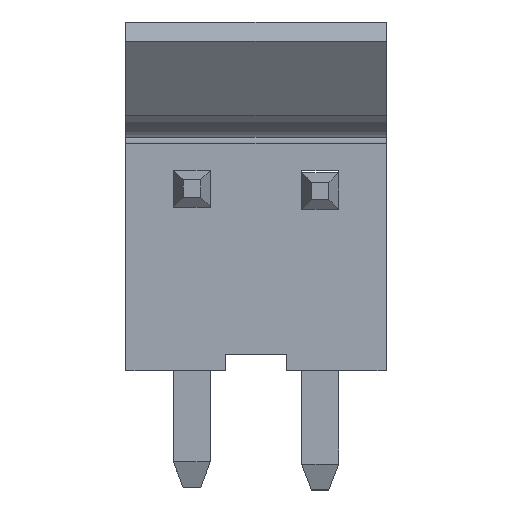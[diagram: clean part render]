
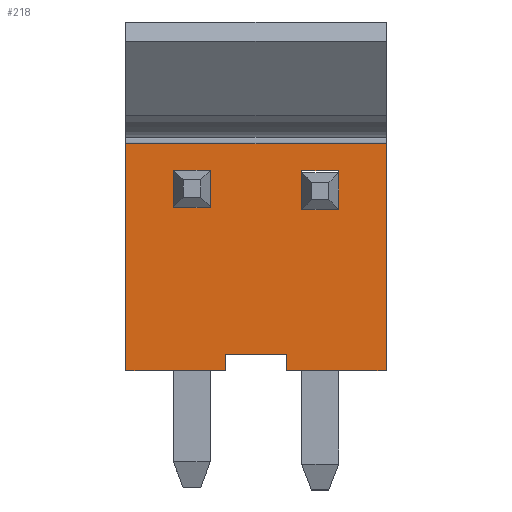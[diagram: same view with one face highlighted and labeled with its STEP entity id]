
A CAD part, top view. The second image highlights one B-rep face of the part: STEP entity #218.
In plain terms, the highlighted planar face has unit normal (0, 0, 1).
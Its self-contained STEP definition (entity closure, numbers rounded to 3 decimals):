
#218 = ADVANCED_FACE( '', ( #425, #426, #427 ), #428, .T. );
#425 = FACE_BOUND( '', #634, .T. );
#426 = FACE_BOUND( '', #635, .T. );
#427 = FACE_OUTER_BOUND( '', #636, .T. );
#428 = PLANE( '', #637 );
#634 = EDGE_LOOP( '', ( #1071, #1072, #1073, #1074 ) );
#635 = EDGE_LOOP( '', ( #1075, #1076, #1077, #1078 ) );
#636 = EDGE_LOOP( '', ( #1079, #1080, #1081, #1082, #1083, #1084, #1085, #1086 ) );
#637 = AXIS2_PLACEMENT_3D( '', #1087, #1088, #1089 );
#1071 = ORIENTED_EDGE( '', *, *, #1429, .T. );
#1072 = ORIENTED_EDGE( '', *, *, #1461, .T. );
#1073 = ORIENTED_EDGE( '', *, *, #1366, .T. );
#1074 = ORIENTED_EDGE( '', *, *, #1453, .T. );
#1075 = ORIENTED_EDGE( '', *, *, #1394, .T. );
#1076 = ORIENTED_EDGE( '', *, *, #1402, .T. );
#1077 = ORIENTED_EDGE( '', *, *, #1446, .T. );
#1078 = ORIENTED_EDGE( '', *, *, #1462, .T. );
#1079 = ORIENTED_EDGE( '', *, *, #1463, .T. );
#1080 = ORIENTED_EDGE( '', *, *, #1464, .T. );
#1081 = ORIENTED_EDGE( '', *, *, #1371, .T. );
#1082 = ORIENTED_EDGE( '', *, *, #1465, .T. );
#1083 = ORIENTED_EDGE( '', *, *, #1466, .T. );
#1084 = ORIENTED_EDGE( '', *, *, #1434, .F. );
#1085 = ORIENTED_EDGE( '', *, *, #1426, .F. );
#1086 = ORIENTED_EDGE( '', *, *, #1458, .T. );
#1087 = CARTESIAN_POINT( '', ( -4.015, -1.975, 1.6 ) );
#1088 = DIRECTION( '', ( 0., 0., 1. ) );
#1089 = DIRECTION( '', ( 0., -1., 0. ) );
#1366 = EDGE_CURVE( '', #1645, #1643, #1646, .T. );
#1371 = EDGE_CURVE( '', #1654, #1652, #1655, .T. );
#1394 = EDGE_CURVE( '', #1688, #1686, #1689, .T. );
#1402 = EDGE_CURVE( '', #1686, #1699, #1701, .T. );
#1426 = EDGE_CURVE( '', #1733, #1731, #1735, .T. );
#1429 = EDGE_CURVE( '', #1739, #1737, #1740, .T. );
#1434 = EDGE_CURVE( '', #1731, #1745, #1746, .T. );
#1446 = EDGE_CURVE( '', #1699, #1761, #1763, .T. );
#1453 = EDGE_CURVE( '', #1643, #1739, #1774, .T. );
#1458 = EDGE_CURVE( '', #1733, #1779, #1781, .T. );
#1461 = EDGE_CURVE( '', #1737, #1645, #1784, .T. );
#1462 = EDGE_CURVE( '', #1761, #1688, #1785, .T. );
#1463 = EDGE_CURVE( '', #1779, #1786, #1787, .T. );
#1464 = EDGE_CURVE( '', #1786, #1654, #1788, .T. );
#1465 = EDGE_CURVE( '', #1652, #1789, #1790, .T. );
#1466 = EDGE_CURVE( '', #1789, #1745, #1791, .T. );
#1643 = VERTEX_POINT( '', #2025 );
#1645 = VERTEX_POINT( '', #2028 );
#1646 = LINE( '', #2029, #2030 );
#1652 = VERTEX_POINT( '', #2038 );
#1654 = VERTEX_POINT( '', #2041 );
#1655 = LINE( '', #2042, #2043 );
#1686 = VERTEX_POINT( '', #2087 );
#1688 = VERTEX_POINT( '', #2090 );
#1689 = LINE( '', #2091, #2092 );
#1699 = VERTEX_POINT( '', #2106 );
#1701 = LINE( '', #2109, #2110 );
#1731 = VERTEX_POINT( '', #2156 );
#1733 = VERTEX_POINT( '', #2159 );
#1735 = LINE( '', #2162, #2163 );
#1737 = VERTEX_POINT( '', #2165 );
#1739 = VERTEX_POINT( '', #2168 );
#1740 = LINE( '', #2169, #2170 );
#1745 = VERTEX_POINT( '', #2177 );
#1746 = LINE( '', #2178, #2179 );
#1761 = VERTEX_POINT( '', #2199 );
#1763 = LINE( '', #2202, #2203 );
#1774 = LINE( '', #2218, #2219 );
#1779 = VERTEX_POINT( '', #2225 );
#1781 = LINE( '', #2228, #2229 );
#1784 = LINE( '', #2233, #2234 );
#1785 = LINE( '', #2235, #2236 );
#1786 = VERTEX_POINT( '', #2237 );
#1787 = LINE( '', #2238, #2239 );
#1788 = LINE( '', #2240, #2241 );
#1789 = VERTEX_POINT( '', #2242 );
#1790 = LINE( '', #2243, #2244 );
#1791 = LINE( '', #2245, #2246 );
#2025 = CARTESIAN_POINT( '', ( 2.55, 4.195, 1.6 ) );
#2028 = CARTESIAN_POINT( '', ( 1.41, 4.195, 1.6 ) );
#2029 = CARTESIAN_POINT( '', ( 1.41, 4.195, 1.6 ) );
#2030 = VECTOR( '', #2405, 1000. );
#2038 = CARTESIAN_POINT( '', ( 0.95, -1.475, 1.6 ) );
#2041 = CARTESIAN_POINT( '', ( -0.95, -1.475, 1.6 ) );
#2042 = CARTESIAN_POINT( '', ( -0.95, -1.475, 1.6 ) );
#2043 = VECTOR( '', #2409, 1000. );
#2087 = CARTESIAN_POINT( '', ( -2.55, 3.055, 1.6 ) );
#2090 = CARTESIAN_POINT( '', ( -1.41, 3.055, 1.6 ) );
#2091 = CARTESIAN_POINT( '', ( -1.41, 3.055, 1.6 ) );
#2092 = VECTOR( '', #2430, 1000. );
#2106 = CARTESIAN_POINT( '', ( -2.55, 4.195, 1.6 ) );
#2109 = CARTESIAN_POINT( '', ( -2.55, 3.055, 1.6 ) );
#2110 = VECTOR( '', #2436, 1000. );
#2156 = CARTESIAN_POINT( '', ( 4.015, 5.025, 1.6 ) );
#2159 = CARTESIAN_POINT( '', ( -4.015, 5.025, 1.6 ) );
#2162 = CARTESIAN_POINT( '', ( -4.015, 5.025, 1.6 ) );
#2163 = VECTOR( '', #2455, 1000. );
#2165 = CARTESIAN_POINT( '', ( 1.41, 3.055, 1.6 ) );
#2168 = CARTESIAN_POINT( '', ( 2.55, 3.055, 1.6 ) );
#2169 = CARTESIAN_POINT( '', ( 2.55, 3.055, 1.6 ) );
#2170 = VECTOR( '', #2457, 1000. );
#2177 = CARTESIAN_POINT( '', ( 4.015, -1.975, 1.6 ) );
#2178 = CARTESIAN_POINT( '', ( 4.015, -1.975, 1.6 ) );
#2179 = VECTOR( '', #2463, 1000. );
#2199 = CARTESIAN_POINT( '', ( -1.41, 4.195, 1.6 ) );
#2202 = CARTESIAN_POINT( '', ( -2.55, 4.195, 1.6 ) );
#2203 = VECTOR( '', #2476, 1000. );
#2218 = CARTESIAN_POINT( '', ( 2.55, 4.195, 1.6 ) );
#2219 = VECTOR( '', #2481, 1000. );
#2225 = CARTESIAN_POINT( '', ( -4.015, -1.975, 1.6 ) );
#2228 = CARTESIAN_POINT( '', ( -4.015, -1.975, 1.6 ) );
#2229 = VECTOR( '', #2487, 1000. );
#2233 = CARTESIAN_POINT( '', ( 1.41, 3.055, 1.6 ) );
#2234 = VECTOR( '', #2489, 1000. );
#2235 = CARTESIAN_POINT( '', ( -1.41, 4.195, 1.6 ) );
#2236 = VECTOR( '', #2490, 1000. );
#2237 = CARTESIAN_POINT( '', ( -0.95, -1.975, 1.6 ) );
#2238 = CARTESIAN_POINT( '', ( -4.015, -1.975, 1.6 ) );
#2239 = VECTOR( '', #2491, 1000. );
#2240 = CARTESIAN_POINT( '', ( -0.95, -1.975, 1.6 ) );
#2241 = VECTOR( '', #2492, 1000. );
#2242 = CARTESIAN_POINT( '', ( 0.95, -1.975, 1.6 ) );
#2243 = CARTESIAN_POINT( '', ( 0.95, -1.475, 1.6 ) );
#2244 = VECTOR( '', #2493, 1000. );
#2245 = CARTESIAN_POINT( '', ( -4.015, -1.975, 1.6 ) );
#2246 = VECTOR( '', #2494, 1000. );
#2405 = DIRECTION( '', ( 1., 0., 0. ) );
#2409 = DIRECTION( '', ( 1., 0., 0. ) );
#2430 = DIRECTION( '', ( -1., 0., 0. ) );
#2436 = DIRECTION( '', ( 0., 1., 0. ) );
#2455 = DIRECTION( '', ( 1., 0., 0. ) );
#2457 = DIRECTION( '', ( -1., 0., 0. ) );
#2463 = DIRECTION( '', ( 0., -1., 0. ) );
#2476 = DIRECTION( '', ( 1., 0., 0. ) );
#2481 = DIRECTION( '', ( 0., -1., 0. ) );
#2487 = DIRECTION( '', ( 0., -1., 0. ) );
#2489 = DIRECTION( '', ( 0., 1., 0. ) );
#2490 = DIRECTION( '', ( 0., -1., 0. ) );
#2491 = DIRECTION( '', ( 1., 0., 0. ) );
#2492 = DIRECTION( '', ( 0., 1., 0. ) );
#2493 = DIRECTION( '', ( 0., -1., 0. ) );
#2494 = DIRECTION( '', ( 1., 0., 0. ) );
